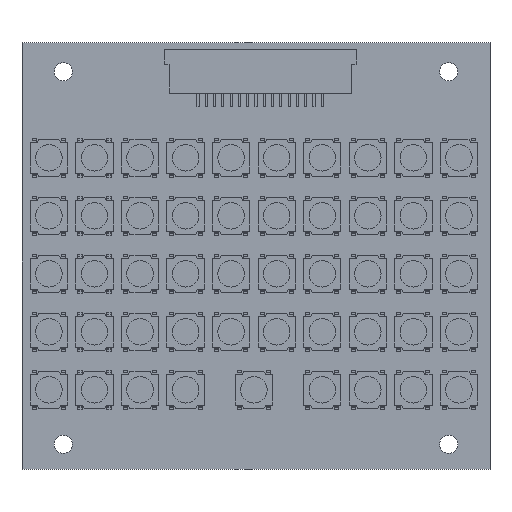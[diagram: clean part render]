
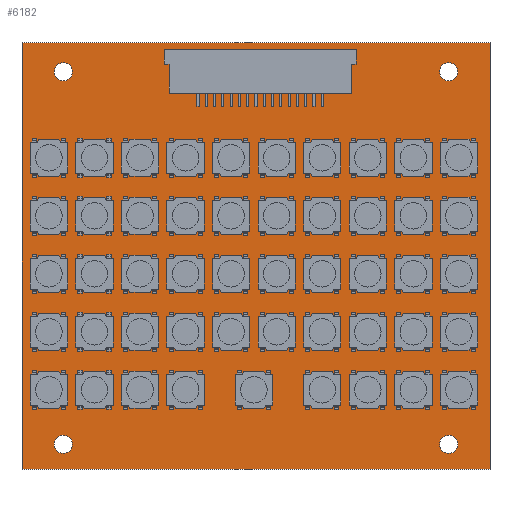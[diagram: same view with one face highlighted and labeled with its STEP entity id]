
A CAD part, top view. The second image highlights one B-rep face of the part: STEP entity #6182.
In plain terms, the highlighted planar face has unit normal (0, 0, 1).
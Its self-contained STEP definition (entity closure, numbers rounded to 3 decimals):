
#6026 = VERTEX_POINT('',#6027);
#6027 = CARTESIAN_POINT('',(141.5,-125.,1.));
#6033 = EDGE_CURVE('',#6026,#6034,#6036,.T.);
#6034 = VERTEX_POINT('',#6035);
#6035 = CARTESIAN_POINT('',(85.,-125.,1.));
#6036 = LINE('',#6037,#6038);
#6037 = CARTESIAN_POINT('',(141.5,-125.,1.));
#6038 = VECTOR('',#6039,1.);
#6039 = DIRECTION('',(-1.,0.,0.));
#6066 = VERTEX_POINT('',#6067);
#6067 = CARTESIAN_POINT('',(141.5,-73.5,1.));
#6073 = EDGE_CURVE('',#6066,#6026,#6074,.T.);
#6074 = LINE('',#6075,#6076);
#6075 = CARTESIAN_POINT('',(141.5,-73.5,1.));
#6076 = VECTOR('',#6077,1.);
#6077 = DIRECTION('',(0.,-1.,0.));
#6095 = EDGE_CURVE('',#6034,#6096,#6098,.T.);
#6096 = VERTEX_POINT('',#6097);
#6097 = CARTESIAN_POINT('',(85.,-73.5,1.));
#6098 = LINE('',#6099,#6100);
#6099 = CARTESIAN_POINT('',(85.,-125.,1.));
#6100 = VECTOR('',#6101,1.);
#6101 = DIRECTION('',(0.,1.,0.));
#6182 = ADVANCED_FACE('',(#6183,#6194,#6205,#6216,#6227),#6238,.T.);
#6183 = FACE_BOUND('',#6184,.T.);
#6184 = EDGE_LOOP('',(#6185,#6186,#6187,#6193));
#6185 = ORIENTED_EDGE('',*,*,#6033,.F.);
#6186 = ORIENTED_EDGE('',*,*,#6073,.F.);
#6187 = ORIENTED_EDGE('',*,*,#6188,.F.);
#6188 = EDGE_CURVE('',#6096,#6066,#6189,.T.);
#6189 = LINE('',#6190,#6191);
#6190 = CARTESIAN_POINT('',(85.,-73.5,1.));
#6191 = VECTOR('',#6192,1.);
#6192 = DIRECTION('',(1.,0.,0.));
#6193 = ORIENTED_EDGE('',*,*,#6095,.F.);
#6194 = FACE_BOUND('',#6195,.T.);
#6195 = EDGE_LOOP('',(#6196));
#6196 = ORIENTED_EDGE('',*,*,#6197,.T.);
#6197 = EDGE_CURVE('',#6198,#6198,#6200,.T.);
#6198 = VERTEX_POINT('',#6199);
#6199 = CARTESIAN_POINT('',(90.,-123.1,1.));
#6200 = CIRCLE('',#6201,1.1);
#6201 = AXIS2_PLACEMENT_3D('',#6202,#6203,#6204);
#6202 = CARTESIAN_POINT('',(90.,-122.,1.));
#6203 = DIRECTION('',(-0.,0.,-1.));
#6204 = DIRECTION('',(-0.,-1.,0.));
#6205 = FACE_BOUND('',#6206,.T.);
#6206 = EDGE_LOOP('',(#6207));
#6207 = ORIENTED_EDGE('',*,*,#6208,.T.);
#6208 = EDGE_CURVE('',#6209,#6209,#6211,.T.);
#6209 = VERTEX_POINT('',#6210);
#6210 = CARTESIAN_POINT('',(136.5,-123.1,1.));
#6211 = CIRCLE('',#6212,1.1);
#6212 = AXIS2_PLACEMENT_3D('',#6213,#6214,#6215);
#6213 = CARTESIAN_POINT('',(136.5,-122.,1.));
#6214 = DIRECTION('',(-0.,0.,-1.));
#6215 = DIRECTION('',(-0.,-1.,0.));
#6216 = FACE_BOUND('',#6217,.T.);
#6217 = EDGE_LOOP('',(#6218));
#6218 = ORIENTED_EDGE('',*,*,#6219,.T.);
#6219 = EDGE_CURVE('',#6220,#6220,#6222,.T.);
#6220 = VERTEX_POINT('',#6221);
#6221 = CARTESIAN_POINT('',(90.,-78.1,1.));
#6222 = CIRCLE('',#6223,1.1);
#6223 = AXIS2_PLACEMENT_3D('',#6224,#6225,#6226);
#6224 = CARTESIAN_POINT('',(90.,-77.,1.));
#6225 = DIRECTION('',(-0.,0.,-1.));
#6226 = DIRECTION('',(-0.,-1.,0.));
#6227 = FACE_BOUND('',#6228,.T.);
#6228 = EDGE_LOOP('',(#6229));
#6229 = ORIENTED_EDGE('',*,*,#6230,.T.);
#6230 = EDGE_CURVE('',#6231,#6231,#6233,.T.);
#6231 = VERTEX_POINT('',#6232);
#6232 = CARTESIAN_POINT('',(136.5,-78.1,1.));
#6233 = CIRCLE('',#6234,1.1);
#6234 = AXIS2_PLACEMENT_3D('',#6235,#6236,#6237);
#6235 = CARTESIAN_POINT('',(136.5,-77.,1.));
#6236 = DIRECTION('',(-0.,0.,-1.));
#6237 = DIRECTION('',(-0.,-1.,0.));
#6238 = PLANE('',#6239);
#6239 = AXIS2_PLACEMENT_3D('',#6240,#6241,#6242);
#6240 = CARTESIAN_POINT('',(0.,0.,1.));
#6241 = DIRECTION('',(0.,0.,1.));
#6242 = DIRECTION('',(1.,0.,-0.));
